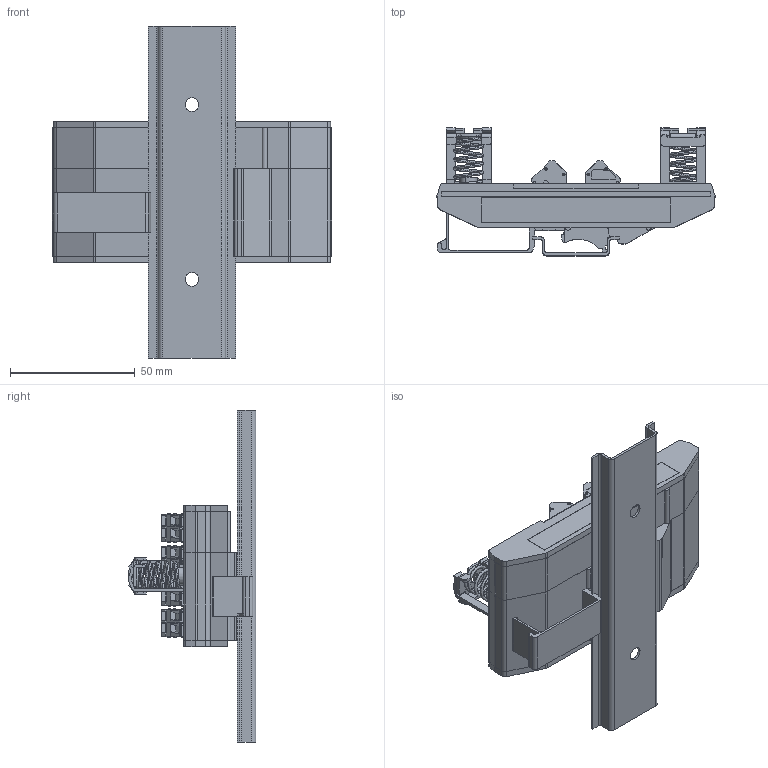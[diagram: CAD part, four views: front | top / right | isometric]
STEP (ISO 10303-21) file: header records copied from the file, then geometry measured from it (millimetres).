
FILE_DESCRIPTION (( 'STEP AP203' ), '1' );
FILE_NAME ('8187_0_001_001_0.STEP', '2013-12-03T10:47:24', ( 'Admin' ), ( 'R. STAHL AG' ), 'SwSTEP 2.0', 'SolidWorks 2013', '' );
FILE_SCHEMA (( 'CONFIG_CONTROL_DESIGN' ));
Length unit declared in the file: millimetre
Products named in the file (20): 519_989_2; 506_535_0_506_643_0; 519_989_0; 8187_9_061_001_0; 506_649_0; 519_990_2; 519_991_0; 8150_9_098_013_0_8150_9_098_014_0; 536_635_1; 8187_0_001_001_0; 536_635_2; 519_992_0; 536_635_3; 536_635_4; 8187_0_061_001_0; 536_635_5; 519_988_0; 536_635_0
Assembly tree (37 placements, depth 4):
  8187_0_001_001_0
    8187_0_061_001_0
      8187_9_061_001_0
      519_991_0  x8
        519_991_0
      519_992_0  x8
        519_992_0
    519_988_0
    519_989_0
      519_989_2
    519_990_2  x2
    536_635_0  x2
      536_635_1
      536_635_2
      536_635_3
      536_635_4
      536_635_5
    506_535_0_506_643_0  x2
    506_649_0  x2
    8150_9_098_013_0_8150_9_098_014_0
Bounding box: 111.8 x 51.2 x 133 mm (x, y, z)
Volume: 82457 mm3; surface area: 73688.5 mm2
Topology: 36 solids, 36 shells, 3645 faces, 9292 edges, 6050 vertices
Faces by surface type: plane 1918, cylinder 1249, cone 276, bspline 176, torus 26
Entity records: 42062 total; most frequent: CARTESIAN_POINT 12666, ORIENTED_EDGE 5636, DIRECTION 5466, EDGE_CURVE 2818, AXIS2_PLACEMENT_3D 1896, VERTEX_POINT 1841, VECTOR 1674, LINE 1674
